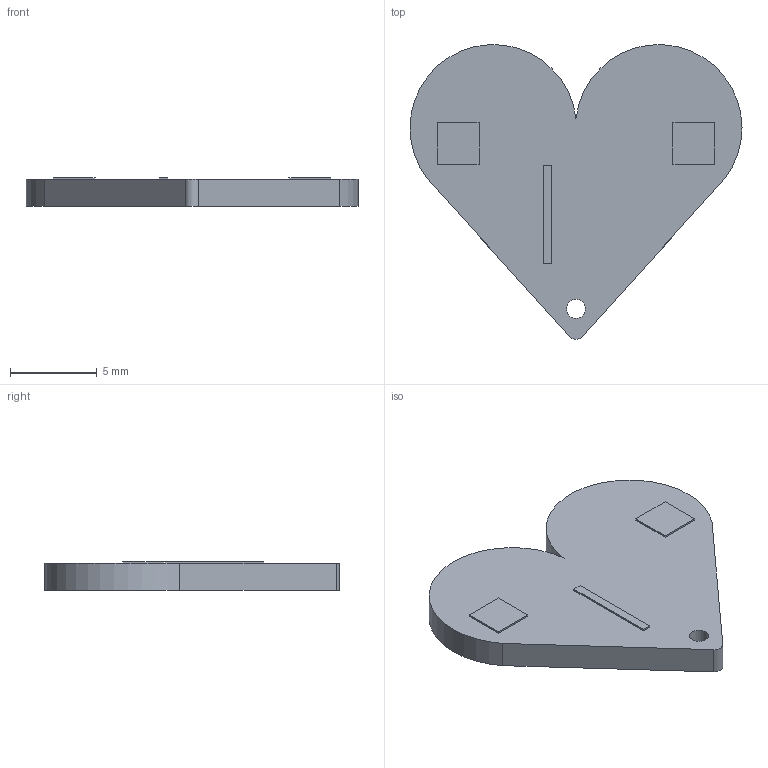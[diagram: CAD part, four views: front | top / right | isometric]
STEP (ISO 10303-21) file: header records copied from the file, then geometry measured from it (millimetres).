
FILE_DESCRIPTION(/* description */ (''),/* implementation_level */ '2;1');
FILE_NAME(/* name */ '7854239d-df08-4060-9789-97abc83be1ea.stp',/* time_stamp */ '2020-06-12T14:14:01+00:00',/* author */ (''),/* organization */ (''),/* preprocessor_version */ 'ST-DEVELOPER v18.1',/* originating_system */ 'Autodesk Translation Framework v9.3.0.1241',/* authorisation */ '');
FILE_SCHEMA (('AUTOMOTIVE_DESIGN { 1 0 10303 214 3 1 1 }'));
Length unit declared in the file: millimetre
Products named in the file (5): 7854239d-df08-4060-9789-97abc83be1ea; PCB Component; Board; MEDIUM_PAPER_FASTENER_NO_MARKINGS_BATTERY_BOARD; LED_1210
Assembly tree (5 placements, depth 3):
  7854239d-df08-4060-9789-97abc83be1ea
    PCB Component
      Board
      MEDIUM_PAPER_FASTENER_NO_MARKINGS_BATTERY_BOARD  x2
      LED_1210
Bounding box: 19.17 x 17.01 x 1.67 mm (x, y, z)
Volume: 313.5 mm3; surface area: 554 mm2
Topology: 4 solids, 4 shells, 28 faces, 60 edges, 40 vertices
Faces by surface type: plane 22, cylinder 6
Full cylindrical faces by diameter (mm): 1.1 x1, 2.4 x2
Entity records: 784 total; most frequent: DIRECTION 124, CARTESIAN_POINT 112, ORIENTED_EDGE 96, EDGE_CURVE 48, AXIS2_PLACEMENT_3D 44, LINE 36, VECTOR 36, VERTEX_POINT 32
